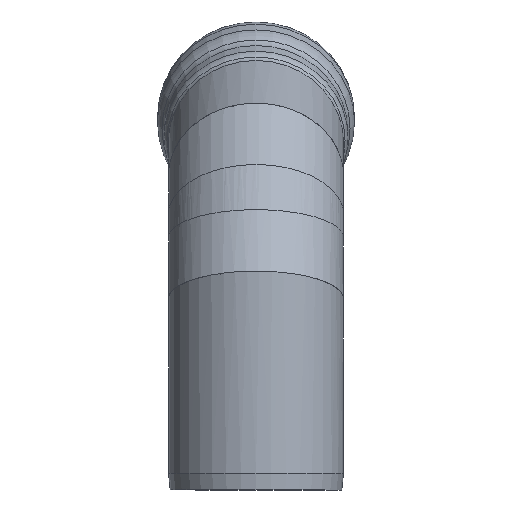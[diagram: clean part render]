
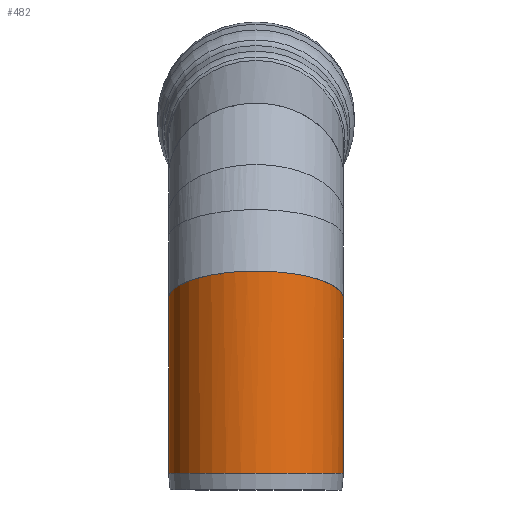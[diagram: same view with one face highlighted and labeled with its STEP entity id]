
A CAD part, left-side view. The second image highlights one B-rep face of the part: STEP entity #482.
In plain terms, the highlighted cylindrical face has radius 795 mm (diameter 1590 mm), a full revolution.
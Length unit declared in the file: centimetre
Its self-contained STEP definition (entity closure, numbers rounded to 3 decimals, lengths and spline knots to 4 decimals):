
#38=ELLIPSE('',#623,83.3581,79.5);
#58=CYLINDRICAL_SURFACE('',#622,79.5);
#89=FACE_OUTER_BOUND('',#126,.T.);
#126=EDGE_LOOP('',(#423,#424,#425,#426));
#178=CIRCLE('',#617,79.5);
#217=VERTEX_POINT('',#964);
#220=VERTEX_POINT('',#976);
#284=EDGE_CURVE('',#217,#217,#178,.T.);
#289=EDGE_CURVE('',#217,#220,#520,.T.);
#290=EDGE_CURVE('',#220,#220,#38,.T.);
#423=ORIENTED_EDGE('',*,*,#284,.F.);
#424=ORIENTED_EDGE('',*,*,#289,.T.);
#425=ORIENTED_EDGE('',*,*,#290,.F.);
#426=ORIENTED_EDGE('',*,*,#289,.F.);
#482=ADVANCED_FACE('',(#89),#58,.T.);
#520=LINE('',#977,#541);
#541=VECTOR('',#808,79.5);
#617=AXIS2_PLACEMENT_3D('',#966,#794,#795);
#622=AXIS2_PLACEMENT_3D('',#975,#806,#807);
#623=AXIS2_PLACEMENT_3D('',#978,#809,#810);
#794=DIRECTION('center_axis',(0.,0.,
-1.));
#795=DIRECTION('ref_axis',(-1.,0.,0.));
#806=DIRECTION('center_axis',(0.,0.,
-1.));
#807=DIRECTION('ref_axis',(0.,-1.,0.));
#808=DIRECTION('',(0.,0.,1.));
#809=DIRECTION('center_axis',(0.301,0.,0.954));
#810=DIRECTION('ref_axis',(-0.954,0.,0.301));
#964=CARTESIAN_POINT('',(0.,79.5,15.));
#966=CARTESIAN_POINT('Origin',(0.,0.,
15.));
#975=CARTESIAN_POINT('Origin',(0.,0.,
29.9114));
#976=CARTESIAN_POINT('',(0.,79.5,173.8644));
#977=CARTESIAN_POINT('',(0.,79.5,29.9114));
#978=CARTESIAN_POINT('Origin',(0.,0.,
173.8644));
